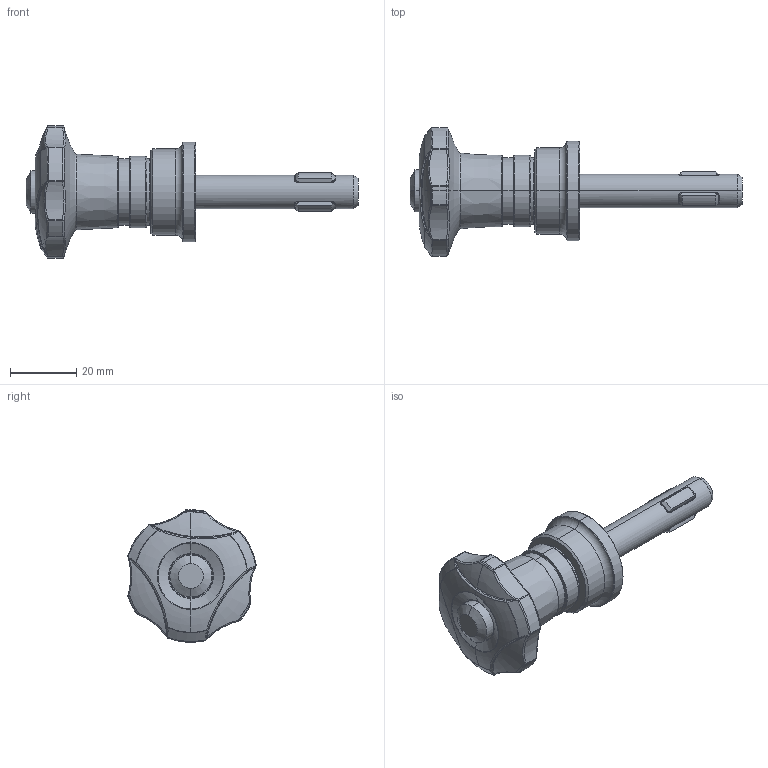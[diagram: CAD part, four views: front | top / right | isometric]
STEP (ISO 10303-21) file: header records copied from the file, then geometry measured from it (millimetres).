
FILE_DESCRIPTION (( 'STEP AP214' ), '1' );
FILE_NAME ('22356.0306.STEP', '2022-10-10T09:48:15', ( '' ), ( '' ), 'SwSTEP 2.0', 'SolidWorks 2021', '' );
FILE_SCHEMA (( 'AUTOMOTIVE_DESIGN' ));
Length unit declared in the file: millimetre
Products named in the file (1): 22356.0306
Bounding box: 100.2 x 38.76 x 40 mm (x, y, z)
Volume: 31678.5 mm3; surface area: 8503.5 mm2
Topology: 1 solids, 1 shells, 343 faces, 789 edges, 461 vertices
Faces by surface type: plane 81, cylinder 74, bspline 54, sphere 50, torus 45, cone 39
Entity records: 17243 total; most frequent: CARTESIAN_POINT 6197, ORIENTED_EDGE 1578, DIRECTION 1491, EDGE_CURVE 789, AXIS2_PLACEMENT_3D 653, VERTEX_POINT 461, CIRCLE 363, EDGE_LOOP 356
